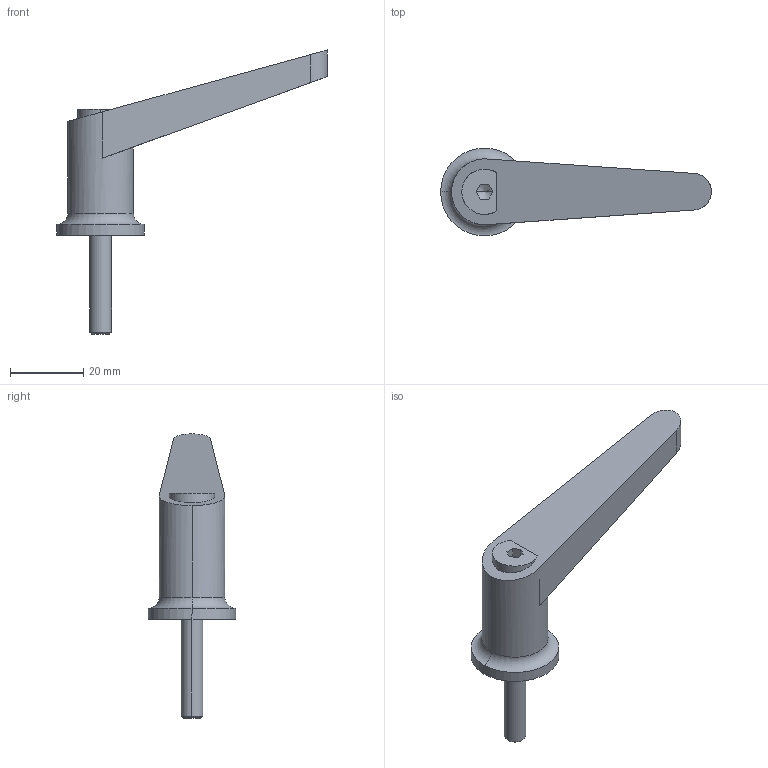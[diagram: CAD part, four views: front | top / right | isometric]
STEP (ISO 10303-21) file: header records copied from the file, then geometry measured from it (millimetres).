
FILE_DESCRIPTION(('STEP AP214'),'1');
FILE_NAME(' ',' ',('TraceParts'),('TraceParts S.A.'),'XStep 1.0',' ',' ');
FILE_SCHEMA(('automotive_design'));
Length unit declared in the file: millimetre
Products named in the file (1): 1
Bounding box: 74 x 24 x 77.66 mm (x, y, z)
Volume: 11964.7 mm3; surface area: 6955.2 mm2
Topology: 1 solids, 1 shells, 36 faces, 83 edges, 51 vertices
Faces by surface type: plane 16, cylinder 12, cone 6, torus 2
Entity records: 1971 total; most frequent: CARTESIAN_POINT 181, DIRECTION 181, STYLED_ITEM 169, PRESENTATION_STYLE_ASSIGNMENT 169, COLOUR_RGB 169, ORIENTED_EDGE 162, EDGE_CURVE 81, CURVE_STYLE 81
